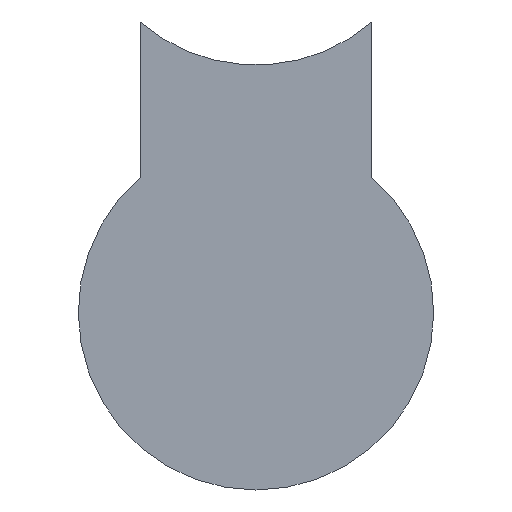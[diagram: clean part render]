
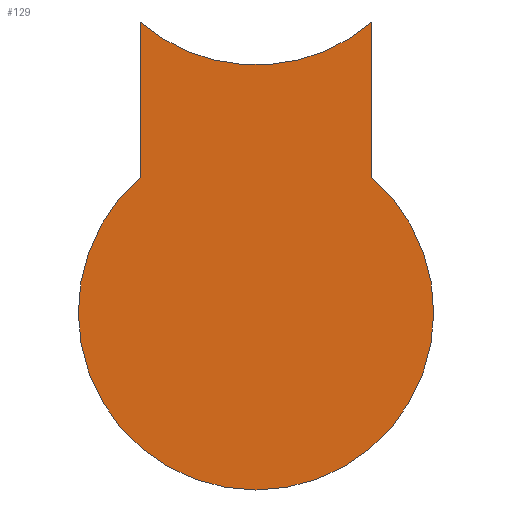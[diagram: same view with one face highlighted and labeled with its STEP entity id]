
A CAD part, left-side view. The second image highlights one B-rep face of the part: STEP entity #129.
In plain terms, the highlighted planar face has unit normal (-1, 0, 0).
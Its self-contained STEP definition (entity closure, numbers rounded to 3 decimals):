
#49=FACE_OUTER_BOUND('',#55,.T.);
#55=EDGE_LOOP('',(#101,#102,#103,#104));
#61=CIRCLE('',#156,46.);
#62=CIRCLE('',#157,46.);
#65=LINE('',#238,#73);
#66=LINE('',#242,#74);
#73=VECTOR('',#182,10.);
#74=VECTOR('',#185,10.);
#81=VERTEX_POINT('',#236);
#82=VERTEX_POINT('',#237);
#83=VERTEX_POINT('',#239);
#84=VERTEX_POINT('',#241);
#89=EDGE_CURVE('',#81,#82,#65,.T.);
#90=EDGE_CURVE('',#82,#83,#61,.T.);
#91=EDGE_CURVE('',#83,#84,#66,.T.);
#92=EDGE_CURVE('',#84,#81,#62,.T.);
#101=ORIENTED_EDGE('',*,*,#89,.T.);
#102=ORIENTED_EDGE('',*,*,#90,.T.);
#103=ORIENTED_EDGE('',*,*,#91,.T.);
#104=ORIENTED_EDGE('',*,*,#92,.T.);
#125=PLANE('',#155);
#129=ADVANCED_FACE('',(#49),#125,.F.);
#155=AXIS2_PLACEMENT_3D('',#235,#180,#181);
#156=AXIS2_PLACEMENT_3D('',#240,#183,#184);
#157=AXIS2_PLACEMENT_3D('',#243,#186,#187);
#180=DIRECTION('center_axis',(1.,0.,0.));
#181=DIRECTION('ref_axis',(0.,0.,-1.));
#182=DIRECTION('',(0.,0.,1.));
#183=DIRECTION('center_axis',(1.,0.,0.));
#184=DIRECTION('ref_axis',(0.,-1.,0.));
#185=DIRECTION('',(0.,0.,-1.));
#186=DIRECTION('center_axis',(-1.,0.,0.));
#187=DIRECTION('ref_axis',(0.,1.,0.));
#235=CARTESIAN_POINT('Origin',(-30.,0.,-95.436));
#236=CARTESIAN_POINT('',(-30.,-30.,-75.129));
#237=CARTESIAN_POINT('',(-30.,-30.,-34.871));
#238=CARTESIAN_POINT('',(-30.,-30.,-34.871));
#239=CARTESIAN_POINT('',(-30.,30.,-34.871));
#240=CARTESIAN_POINT('Origin',(-30.,0.,0.));
#241=CARTESIAN_POINT('',(-30.,30.,-75.129));
#242=CARTESIAN_POINT('',(-30.,30.,-75.129));
#243=CARTESIAN_POINT('Origin',(-30.,0.,-110.));
